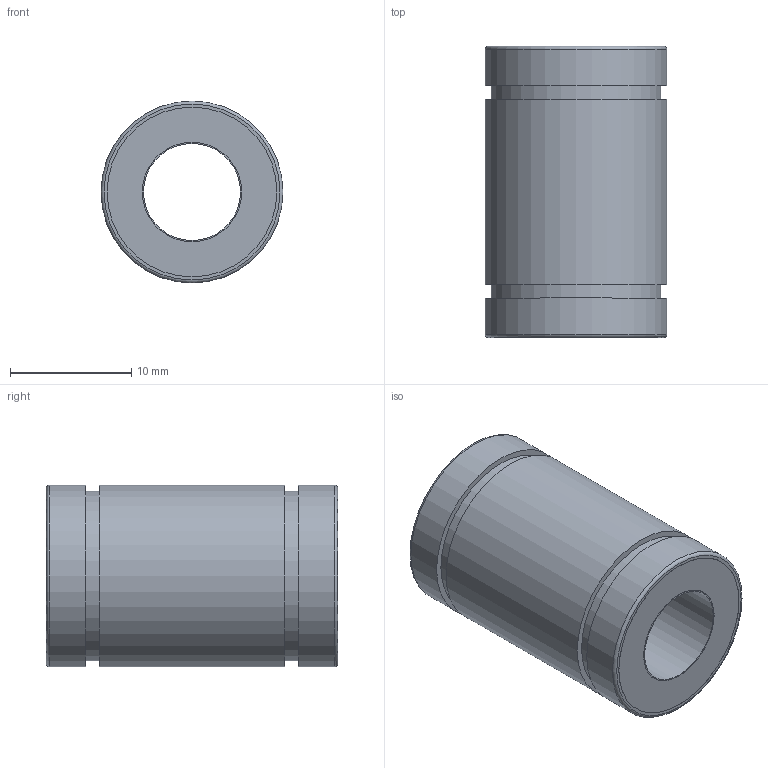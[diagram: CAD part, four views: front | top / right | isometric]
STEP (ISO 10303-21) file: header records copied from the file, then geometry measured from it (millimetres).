
FILE_DESCRIPTION(/* description */ (''),/* implementation_level */ '2;1');
FILE_NAME(/* name */ 'LM8UU.step',/* time_stamp */ '2024-04-30T21:01:00+05:30',/* author */ (''),/* organization */ (''),/* preprocessor_version */ 'ST-DEVELOPER v20',/* originating_system */ 'Autodesk Translation Framework v12.20.1.177',/* authorisation */ '');
FILE_SCHEMA (('AUTOMOTIVE_DESIGN { 1 0 10303 214 3 1 1 }'));
Length unit declared in the file: millimetre
Products named in the file (2): LM8UU; LM8UU_1
Assembly tree (1 placements, depth 2):
  LM8UU
    LM8UU_1
Bounding box: 15 x 24 x 15 mm (x, y, z)
Volume: 2981.4 mm3; surface area: 2062.5 mm2
Topology: 1 solids, 1 shells, 22 faces, 36 edges, 24 vertices
Faces by surface type: cylinder 10, plane 10, torus 2
Full cylindrical faces by diameter (mm): 8 x1, 8.2 x2, 14 x4, 15 x3
Entity records: 608 total; most frequent: DIRECTION 112, CARTESIAN_POINT 85, ORIENTED_EDGE 72, AXIS2_PLACEMENT_3D 51, EDGE_CURVE 36, EDGE_LOOP 32, CIRCLE 26, VERTEX_POINT 24
